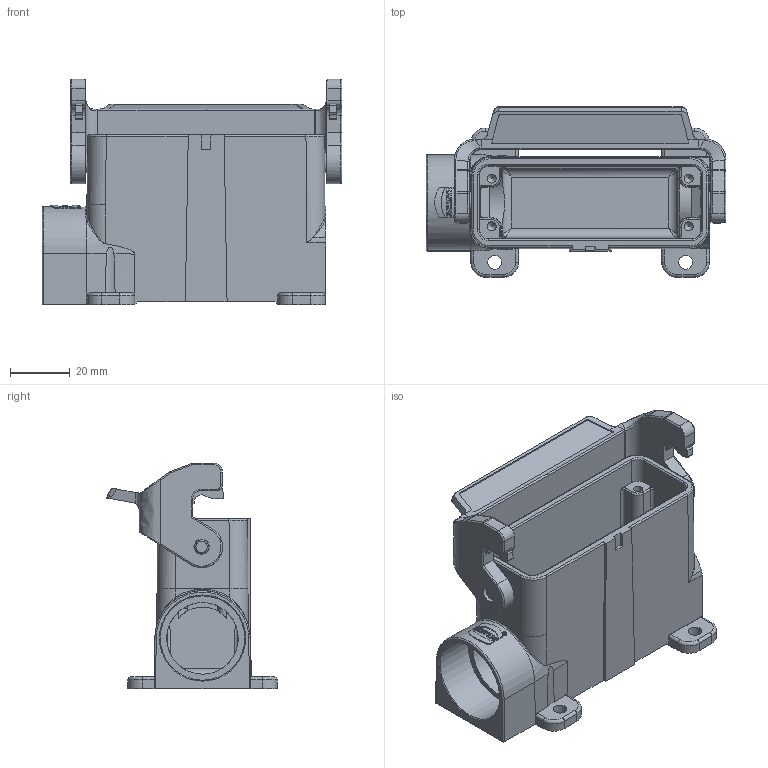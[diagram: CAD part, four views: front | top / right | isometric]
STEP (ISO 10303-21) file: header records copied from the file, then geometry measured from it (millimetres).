
FILE_DESCRIPTION(/* description */ (''),/* implementation_level */ '2;1');
FILE_NAME(/* name */ '100592855ugm000_c.stp',/* time_stamp */ '2018-03-07T14:23:16+01:00',/* author */ (''),/* organization */ (''),/* preprocessor_version */ 'ST-DEVELOPER v16',/* originating_system */ 'SIEMENS PLM Software NX 10.0',/* authorisation */ '');
FILE_SCHEMA (('AUTOMOTIVE_DESIGN { 1 0 10303 214 3 1 1 1 }'));
Length unit declared in the file: millimetre
Products named in the file (1): 100592855ugm000_c
Bounding box: 100.5 x 57.04 x 75.6 mm (x, y, z)
Volume: 67890.8 mm3; surface area: 39249 mm2
Topology: 2 solids, 2 shells, 559 faces, 1418 edges, 890 vertices
Faces by surface type: plane 228, cylinder 181, bspline 130, torus 10, cone 10
Full cylindrical faces by diameter (mm): 1.1 x1, 3 x4, 4 x2, 4.6 x4, 4.8 x2, 5.1 x2, 6 x1, 6.6 x2, 8 x1, 24 x1, 26.9 x1, 28.3 x1
Entity records: 21012 total; most frequent: CARTESIAN_POINT 7723, ORIENTED_EDGE 2716, DIRECTION 2201, EDGE_CURVE 1358, VERTEX_POINT 871, AXIS2_PLACEMENT_3D 803, EDGE_LOOP 637, LINE 595
